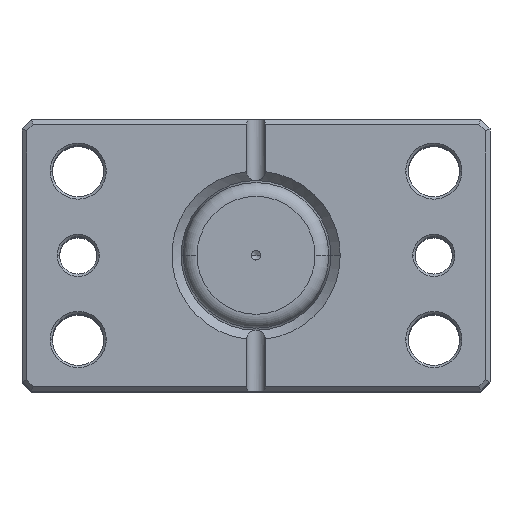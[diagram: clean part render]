
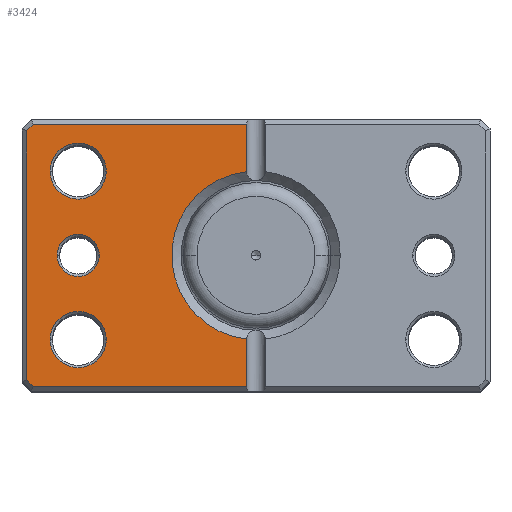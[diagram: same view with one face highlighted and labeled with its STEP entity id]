
A CAD part, top view. The second image highlights one B-rep face of the part: STEP entity #3424.
In plain terms, the highlighted face is planar.
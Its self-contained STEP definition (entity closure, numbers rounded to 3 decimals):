
#6 = VERTEX_POINT ( 'NONE', #1581 ) ;
#64 = FACE_BOUND ( 'NONE', #5157, .T. ) ;
#93 = VECTOR ( 'NONE', #4234, 1000. ) ;
#98 = ORIENTED_EDGE ( 'NONE', *, *, #5179, .T. ) ;
#189 = VERTEX_POINT ( 'NONE', #1219 ) ;
#194 = LINE ( 'NONE', #493, #5718 ) ;
#232 = VERTEX_POINT ( 'NONE', #3183 ) ;
#365 = EDGE_CURVE ( 'NONE', #456, #6874, #1354, .T. ) ;
#371 = EDGE_LOOP ( 'NONE', ( #937, #522 ) ) ;
#386 = VERTEX_POINT ( 'NONE', #4070 ) ;
#394 = CARTESIAN_POINT ( 'NONE',  ( 32., -18., 0. ) ) ;
#407 = CIRCLE ( 'NONE', #5480, 6. ) ;
#456 = VERTEX_POINT ( 'NONE', #2462 ) ;
#481 = CIRCLE ( 'NONE', #1491, 6. ) ;
#493 = CARTESIAN_POINT ( 'NONE',  ( 0., -28., 0. ) ) ;
#503 = DIRECTION ( 'NONE',  ( 1., 0., 0. ) ) ;
#506 = ORIENTED_EDGE ( 'NONE', *, *, #3879, .T. ) ;
#520 = CARTESIAN_POINT ( 'NONE',  ( 0., 28., 0. ) ) ;
#522 = ORIENTED_EDGE ( 'NONE', *, *, #2081, .T. ) ;
#717 = EDGE_CURVE ( 'NONE', #6, #386, #5457, .T. ) ;
#937 = ORIENTED_EDGE ( 'NONE', *, *, #2798, .T. ) ;
#988 = CARTESIAN_POINT ( 'NONE',  ( 37.793, 37.793, 0. ) ) ;
#1067 = AXIS2_PLACEMENT_3D ( 'NONE', #4995, #1773, #5508 ) ;
#1070 = DIRECTION ( 'NONE',  ( 0., 1., 0. ) ) ;
#1094 = CARTESIAN_POINT ( 'NONE',  ( 38., -18., 0. ) ) ;
#1156 = VECTOR ( 'NONE', #1070, 1000. ) ;
#1219 = CARTESIAN_POINT ( 'NONE',  ( 49., -26.586, 0. ) ) ;
#1240 = CARTESIAN_POINT ( 'NONE',  ( 38., 0., 0. ) ) ;
#1284 = VERTEX_POINT ( 'NONE', #394 ) ;
#1312 = FACE_BOUND ( 'NONE', #3822, .T. ) ;
#1340 = CIRCLE ( 'NONE', #2922, 18. ) ;
#1343 = EDGE_CURVE ( 'NONE', #232, #5471, #2943, .T. ) ;
#1354 = LINE ( 'NONE', #3395, #5466 ) ;
#1491 = AXIS2_PLACEMENT_3D ( 'NONE', #1094, #4864, #1642 ) ;
#1559 = VERTEX_POINT ( 'NONE', #5670 ) ;
#1569 = DIRECTION ( 'NONE',  ( 0., 0., 1. ) ) ;
#1581 = CARTESIAN_POINT ( 'NONE',  ( 32., 18., 0. ) ) ;
#1642 = DIRECTION ( 'NONE',  ( 1., 0., 0. ) ) ;
#1742 = DIRECTION ( 'NONE',  ( 0., -1., 0. ) ) ;
#1773 = DIRECTION ( 'NONE',  ( 0., 0., 1. ) ) ;
#1796 = DIRECTION ( 'NONE',  ( 1., 0., 0. ) ) ;
#2081 = EDGE_CURVE ( 'NONE', #2474, #1284, #407, .T. ) ;
#2106 = EDGE_CURVE ( 'NONE', #2166, #6143, #3090, .T. ) ;
#2137 = ORIENTED_EDGE ( 'NONE', *, *, #4440, .T. ) ;
#2166 = VERTEX_POINT ( 'NONE', #2729 ) ;
#2170 = ORIENTED_EDGE ( 'NONE', *, *, #717, .T. ) ;
#2395 = EDGE_CURVE ( 'NONE', #6874, #232, #3175, .T. ) ;
#2462 = CARTESIAN_POINT ( 'NONE',  ( 2., 17.889, 0. ) ) ;
#2474 = VERTEX_POINT ( 'NONE', #5974 ) ;
#2635 = CARTESIAN_POINT ( 'NONE',  ( 38., -18., 0. ) ) ;
#2729 = CARTESIAN_POINT ( 'NONE',  ( 33.5, 0., 0. ) ) ;
#2798 = EDGE_CURVE ( 'NONE', #1284, #2474, #481, .T. ) ;
#2842 = DIRECTION ( 'NONE',  ( 0., 0., 1. ) ) ;
#2922 = AXIS2_PLACEMENT_3D ( 'NONE', #6260, #3062, #6803 ) ;
#2943 = LINE ( 'NONE', #988, #93 ) ;
#2977 = DIRECTION ( 'NONE',  ( -0.707, -0.707, 0. ) ) ;
#3017 = ORIENTED_EDGE ( 'NONE', *, *, #1343, .T. ) ;
#3062 = DIRECTION ( 'NONE',  ( 0., 0., 1. ) ) ;
#3090 = CIRCLE ( 'NONE', #5836, 4.5 ) ;
#3132 = ORIENTED_EDGE ( 'NONE', *, *, #4272, .T. ) ;
#3169 = DIRECTION ( 'NONE',  ( 1., 0., 0. ) ) ;
#3173 = LINE ( 'NONE', #4075, #4601 ) ;
#3175 = LINE ( 'NONE', #520, #6927 ) ;
#3183 = CARTESIAN_POINT ( 'NONE',  ( 47.586, 28., 0. ) ) ;
#3192 = CIRCLE ( 'NONE', #1067, 6. ) ;
#3245 = ORIENTED_EDGE ( 'NONE', *, *, #3392, .T. ) ;
#3321 = ORIENTED_EDGE ( 'NONE', *, *, #365, .T. ) ;
#3392 = EDGE_CURVE ( 'NONE', #5471, #189, #6083, .T. ) ;
#3395 = CARTESIAN_POINT ( 'NONE',  ( 2., 29., 0. ) ) ;
#3424 = ADVANCED_FACE ( 'NONE', ( #64, #4190, #1312, #6844 ), #4446, .F. ) ;
#3526 = EDGE_CURVE ( 'NONE', #189, #4365, #3173, .T. ) ;
#3740 = DIRECTION ( 'NONE',  ( 0., 0., 1. ) ) ;
#3752 = DIRECTION ( 'NONE',  ( 1., 0., 0. ) ) ;
#3822 = EDGE_LOOP ( 'NONE', ( #2170, #2137 ) ) ;
#3879 = EDGE_CURVE ( 'NONE', #1559, #456, #1340, .T. ) ;
#3925 = DIRECTION ( 'NONE',  ( 0., 1., 0. ) ) ;
#3977 = ORIENTED_EDGE ( 'NONE', *, *, #3526, .T. ) ;
#4070 = CARTESIAN_POINT ( 'NONE',  ( 44., 18., 0. ) ) ;
#4075 = CARTESIAN_POINT ( 'NONE',  ( 37.793, -37.793, 0. ) ) ;
#4165 = VERTEX_POINT ( 'NONE', #4251 ) ;
#4190 = FACE_BOUND ( 'NONE', #371, .T. ) ;
#4234 = DIRECTION ( 'NONE',  ( 0.707, -0.707, 0. ) ) ;
#4251 = CARTESIAN_POINT ( 'NONE',  ( 2., -28., 0. ) ) ;
#4263 = DIRECTION ( 'NONE',  ( -1., 0., 0. ) ) ;
#4272 = EDGE_CURVE ( 'NONE', #4165, #1559, #5442, .T. ) ;
#4365 = VERTEX_POINT ( 'NONE', #5956 ) ;
#4440 = EDGE_CURVE ( 'NONE', #386, #6, #3192, .T. ) ;
#4446 = PLANE ( 'NONE',  #5699 ) ;
#4601 = VECTOR ( 'NONE', #2977, 1000. ) ;
#4795 = CARTESIAN_POINT ( 'NONE',  ( 38., 0., 0. ) ) ;
#4864 = DIRECTION ( 'NONE',  ( 0., 0., 1. ) ) ;
#4875 = CIRCLE ( 'NONE', #6665, 4.5 ) ;
#4964 = CARTESIAN_POINT ( 'NONE',  ( 49., 0., 0. ) ) ;
#4995 = CARTESIAN_POINT ( 'NONE',  ( 38., 18., 0. ) ) ;
#5017 = DIRECTION ( 'NONE',  ( 0., 0., 1. ) ) ;
#5101 = ORIENTED_EDGE ( 'NONE', *, *, #6291, .T. ) ;
#5157 = EDGE_LOOP ( 'NONE', ( #6126, #5101 ) ) ;
#5179 = EDGE_CURVE ( 'NONE', #4365, #4165, #194, .T. ) ;
#5309 = ORIENTED_EDGE ( 'NONE', *, *, #2395, .T. ) ;
#5312 = DIRECTION ( 'NONE',  ( 1., 0., 0. ) ) ;
#5442 = LINE ( 'NONE', #6408, #1156 ) ;
#5457 = CIRCLE ( 'NONE', #5907, 6. ) ;
#5466 = VECTOR ( 'NONE', #3925, 1000. ) ;
#5471 = VERTEX_POINT ( 'NONE', #5475 ) ;
#5475 = CARTESIAN_POINT ( 'NONE',  ( 49., 26.586, 0. ) ) ;
#5480 = AXIS2_PLACEMENT_3D ( 'NONE', #2635, #6354, #3169 ) ;
#5508 = DIRECTION ( 'NONE',  ( 1., 0., 0. ) ) ;
#5608 = EDGE_LOOP ( 'NONE', ( #3132, #506, #3321, #5309, #3017, #3245, #3977, #98 ) ) ;
#5670 = CARTESIAN_POINT ( 'NONE',  ( 2., -17.889, 0. ) ) ;
#5699 = AXIS2_PLACEMENT_3D ( 'NONE', #6043, #2842, #6583 ) ;
#5718 = VECTOR ( 'NONE', #4263, 1000. ) ;
#5764 = VECTOR ( 'NONE', #1742, 1000. ) ;
#5836 = AXIS2_PLACEMENT_3D ( 'NONE', #4795, #1569, #5312 ) ;
#5886 = CARTESIAN_POINT ( 'NONE',  ( 42.5, 0., 0. ) ) ;
#5907 = AXIS2_PLACEMENT_3D ( 'NONE', #6916, #3740, #503 ) ;
#5956 = CARTESIAN_POINT ( 'NONE',  ( 47.586, -28., 0. ) ) ;
#5974 = CARTESIAN_POINT ( 'NONE',  ( 44., -18., 0. ) ) ;
#6043 = CARTESIAN_POINT ( 'NONE',  ( 0., 0., 0. ) ) ;
#6083 = LINE ( 'NONE', #4964, #5764 ) ;
#6126 = ORIENTED_EDGE ( 'NONE', *, *, #2106, .T. ) ;
#6143 = VERTEX_POINT ( 'NONE', #5886 ) ;
#6156 = CARTESIAN_POINT ( 'NONE',  ( 2., 28., 0. ) ) ;
#6260 = CARTESIAN_POINT ( 'NONE',  ( 0., 0., 0. ) ) ;
#6291 = EDGE_CURVE ( 'NONE', #6143, #2166, #4875, .T. ) ;
#6354 = DIRECTION ( 'NONE',  ( 0., 0., 1. ) ) ;
#6408 = CARTESIAN_POINT ( 'NONE',  ( 2., 29., 0. ) ) ;
#6583 = DIRECTION ( 'NONE',  ( 1., 0., 0. ) ) ;
#6665 = AXIS2_PLACEMENT_3D ( 'NONE', #1240, #5017, #1796 ) ;
#6803 = DIRECTION ( 'NONE',  ( 1., 0., 0. ) ) ;
#6844 = FACE_OUTER_BOUND ( 'NONE', #5608, .T. ) ;
#6874 = VERTEX_POINT ( 'NONE', #6156 ) ;
#6916 = CARTESIAN_POINT ( 'NONE',  ( 38., 18., 0. ) ) ;
#6927 = VECTOR ( 'NONE', #3752, 1000. ) ;
